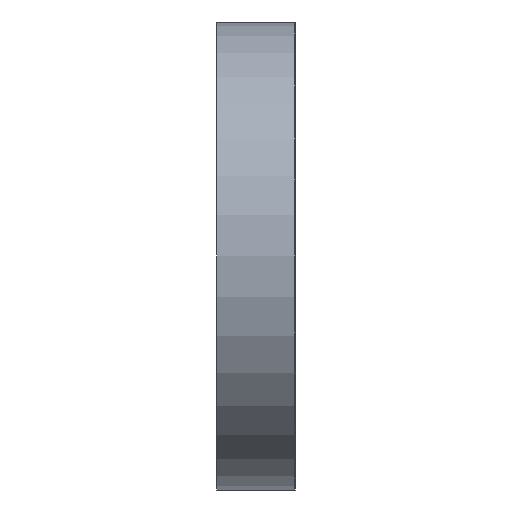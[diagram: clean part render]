
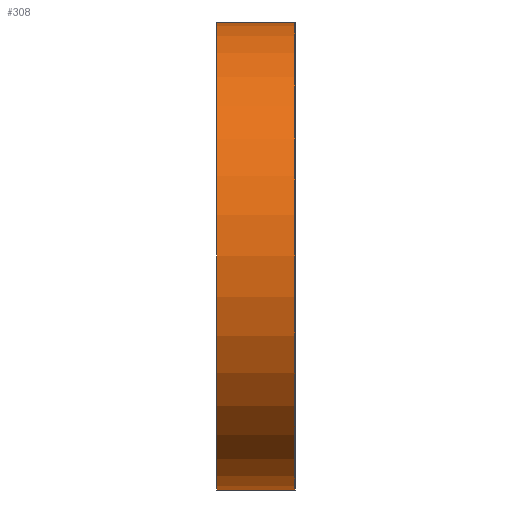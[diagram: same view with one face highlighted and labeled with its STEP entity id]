
A CAD part, left-side view. The second image highlights one B-rep face of the part: STEP entity #308.
In plain terms, the highlighted cylindrical face has radius 4.8 mm (diameter 9.6 mm), a partial arc.
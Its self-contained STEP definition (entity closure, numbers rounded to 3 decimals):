
#15=CYLINDRICAL_SURFACE('',#353,4.8);
#63=FACE_OUTER_BOUND('',#102,.T.);
#102=EDGE_LOOP('',(#264,#265,#266,#267));
#132=LINE('',#528,#140);
#133=LINE('',#529,#141);
#140=VECTOR('',#432,1.6);
#141=VECTOR('',#433,1.6);
#144=CIRCLE('',#326,4.8);
#157=CIRCLE('',#340,4.8);
#170=VERTEX_POINT('',#466);
#171=VERTEX_POINT('',#467);
#185=VERTEX_POINT('',#497);
#186=VERTEX_POINT('',#498);
#200=EDGE_CURVE('',#170,#171,#144,.T.);
#215=EDGE_CURVE('',#185,#186,#157,.T.);
#230=EDGE_CURVE('',#171,#186,#132,.T.);
#231=EDGE_CURVE('',#170,#185,#133,.T.);
#264=ORIENTED_EDGE('',*,*,#200,.T.);
#265=ORIENTED_EDGE('',*,*,#230,.T.);
#266=ORIENTED_EDGE('',*,*,#215,.F.);
#267=ORIENTED_EDGE('',*,*,#231,.F.);
#308=ADVANCED_FACE('',(#63),#15,.T.);
#326=AXIS2_PLACEMENT_3D('',#468,#372,#373);
#340=AXIS2_PLACEMENT_3D('',#499,#402,#403);
#353=AXIS2_PLACEMENT_3D('',#527,#430,#431);
#372=DIRECTION('center_axis',(0.,1.,0.));
#373=DIRECTION('ref_axis',(0.,0.,-1.));
#402=DIRECTION('center_axis',(0.,1.,0.));
#403=DIRECTION('ref_axis',(0.,0.,-1.));
#430=DIRECTION('center_axis',(0.,1.,0.));
#431=DIRECTION('ref_axis',(1.,0.,0.));
#432=DIRECTION('',(0.,1.,0.));
#433=DIRECTION('',(0.,1.,0.));
#466=CARTESIAN_POINT('',(-39.2,0.,-4.8));
#467=CARTESIAN_POINT('',(-39.2,0.,4.8));
#468=CARTESIAN_POINT('Origin',(-39.2,0.,0.));
#497=CARTESIAN_POINT('',(-39.2,1.6,-4.8));
#498=CARTESIAN_POINT('',(-39.2,1.6,4.8));
#499=CARTESIAN_POINT('Origin',(-39.2,1.6,0.));
#527=CARTESIAN_POINT('Origin',(-39.2,0.,0.));
#528=CARTESIAN_POINT('',(-39.2,0.,4.8));
#529=CARTESIAN_POINT('',(-39.2,0.,-4.8));
